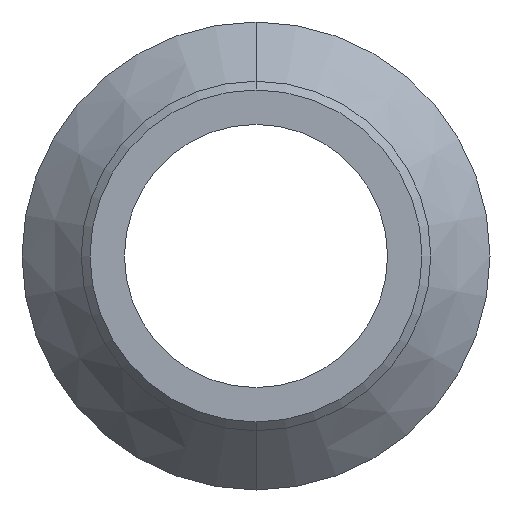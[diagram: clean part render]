
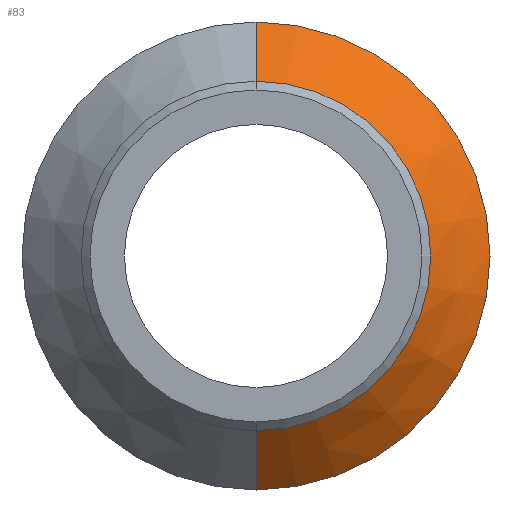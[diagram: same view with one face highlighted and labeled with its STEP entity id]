
A CAD part, front view. The second image highlights one B-rep face of the part: STEP entity #83.
In plain terms, the highlighted conical face has half-angle 45 degrees and reference radius 5.975 mm.
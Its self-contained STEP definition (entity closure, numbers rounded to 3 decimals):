
#78 = EDGE_CURVE ( 'NONE', #81, #94, #509, .T. ) ;
#81 = VERTEX_POINT ( 'NONE', #503 ) ;
#83 = ADVANCED_FACE ( 'NONE', ( #664 ), #663, .T. ) ;
#89 = ORIENTED_EDGE ( 'NONE', *, *, #108, .T. ) ;
#93 = EDGE_LOOP ( 'NONE', ( #102, #110, #89, #109 ) ) ;
#94 = VERTEX_POINT ( 'NONE', #645 ) ;
#102 = ORIENTED_EDGE ( 'NONE', *, *, #78, .F. ) ;
#103 = EDGE_CURVE ( 'NONE', #81, #111, #627, .T. ) ;
#105 = EDGE_CURVE ( 'NONE', #94, #113, #622, .T. ) ;
#108 = EDGE_CURVE ( 'NONE', #111, #113, #607, .T. ) ;
#109 = ORIENTED_EDGE ( 'NONE', *, *, #105, .F. ) ;
#110 = ORIENTED_EDGE ( 'NONE', *, *, #103, .T. ) ;
#111 = VERTEX_POINT ( 'NONE', #567 ) ;
#113 = VERTEX_POINT ( 'NONE', #566 ) ;
#503 = CARTESIAN_POINT ( 'NONE',  ( 0., 25., -5.975 ) ) ;
#505 = DIRECTION ( 'NONE',  ( 0., 0., -1. ) ) ;
#506 = DIRECTION ( 'NONE',  ( 0., -1., 0. ) ) ;
#507 = CARTESIAN_POINT ( 'NONE',  ( 0., 25., 0. ) ) ;
#508 = AXIS2_PLACEMENT_3D ( 'NONE', #507, #506, #505 ) ;
#509 = CIRCLE ( 'NONE', #508, 5.975 ) ;
#566 = CARTESIAN_POINT ( 'NONE',  ( 0., 27.025, 8. ) ) ;
#567 = CARTESIAN_POINT ( 'NONE',  ( 0., 27.025, -8. ) ) ;
#568 = DIRECTION ( 'NONE',  ( 0., 0., -1. ) ) ;
#569 = DIRECTION ( 'NONE',  ( 0., -1., 0. ) ) ;
#570 = CARTESIAN_POINT ( 'NONE',  ( 0., 27.025, 0. ) ) ;
#606 = AXIS2_PLACEMENT_3D ( 'NONE', #570, #569, #568 ) ;
#607 = CIRCLE ( 'NONE', #606, 8. ) ;
#619 = DIRECTION ( 'NONE',  ( 0., 0.707, 0.707 ) ) ;
#620 = VECTOR ( 'NONE', #619, 1000. ) ;
#621 = CARTESIAN_POINT ( 'NONE',  ( 0., 25., 5.975 ) ) ;
#622 = LINE ( 'NONE', #621, #620 ) ;
#624 = DIRECTION ( 'NONE',  ( 0., 0.707, -0.707 ) ) ;
#625 = VECTOR ( 'NONE', #624, 1000. ) ;
#626 = CARTESIAN_POINT ( 'NONE',  ( 0., 25., -5.975 ) ) ;
#627 = LINE ( 'NONE', #626, #625 ) ;
#645 = CARTESIAN_POINT ( 'NONE',  ( 0., 25., 5.975 ) ) ;
#659 = DIRECTION ( 'NONE',  ( 0., 0., 1. ) ) ;
#660 = DIRECTION ( 'NONE',  ( 0., 1., 0. ) ) ;
#661 = CARTESIAN_POINT ( 'NONE',  ( 0., 25., 0. ) ) ;
#662 = AXIS2_PLACEMENT_3D ( 'NONE', #661, #660, #659 ) ;
#663 = CONICAL_SURFACE ( 'NONE', #662, 5.975, 0.785 ) ;
#664 = FACE_OUTER_BOUND ( 'NONE', #93, .T. ) ;
